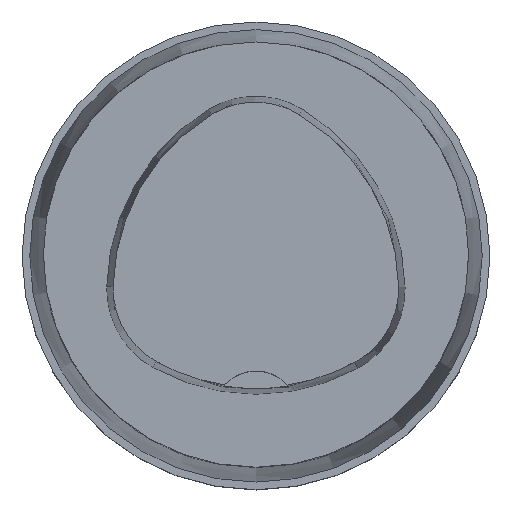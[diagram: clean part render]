
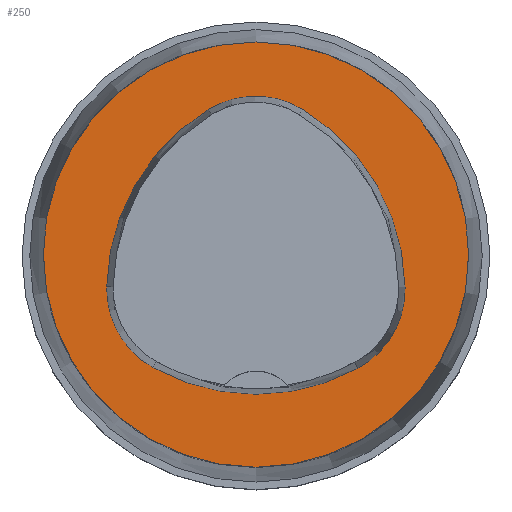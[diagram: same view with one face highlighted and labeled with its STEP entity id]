
A CAD part, top view. The second image highlights one B-rep face of the part: STEP entity #250.
In plain terms, the highlighted planar face has unit normal (0, 0, 1).
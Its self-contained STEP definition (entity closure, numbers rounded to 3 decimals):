
#197=PLANE('',#704);
#250=ADVANCED_FACE('',(#296,#297),#197,.T.);
#296=FACE_BOUND('',#342,.T.);
#297=FACE_BOUND('',#343,.T.);
#342=EDGE_LOOP('',(#433,#434,#435,#436,#437,#438));
#343=EDGE_LOOP('',(#439));
#433=ORIENTED_EDGE('',*,*,#589,.T.);
#434=ORIENTED_EDGE('',*,*,#569,.T.);
#435=ORIENTED_EDGE('',*,*,#573,.T.);
#436=ORIENTED_EDGE('',*,*,#576,.T.);
#437=ORIENTED_EDGE('',*,*,#579,.T.);
#438=ORIENTED_EDGE('',*,*,#587,.T.);
#439=ORIENTED_EDGE('',*,*,#592,.F.);
#519=VERTEX_POINT('',#967);
#520=VERTEX_POINT('',#968);
#523=VERTEX_POINT('',#976);
#525=VERTEX_POINT('',#982);
#527=VERTEX_POINT('',#988);
#534=VERTEX_POINT('',#1009);
#535=VERTEX_POINT('',#1019);
#569=EDGE_CURVE('',#519,#520,#635,.T.);
#573=EDGE_CURVE('',#520,#523,#637,.T.);
#576=EDGE_CURVE('',#523,#525,#639,.T.);
#579=EDGE_CURVE('',#525,#527,#641,.T.);
#587=EDGE_CURVE('',#527,#534,#645,.T.);
#589=EDGE_CURVE('',#534,#519,#647,.T.);
#592=EDGE_CURVE('',#535,#535,#650,.T.);
#635=CIRCLE('',#681,20.);
#637=CIRCLE('',#684,8.5);
#639=CIRCLE('',#687,20.);
#641=CIRCLE('',#690,8.5);
#645=CIRCLE('',#695,20.);
#647=CIRCLE('',#698,8.5);
#650=CIRCLE('',#703,20.);
#681=AXIS2_PLACEMENT_3D('',#966,#788,#789);
#684=AXIS2_PLACEMENT_3D('',#975,#796,#797);
#687=AXIS2_PLACEMENT_3D('',#981,#803,#804);
#690=AXIS2_PLACEMENT_3D('',#987,#810,#811);
#695=AXIS2_PLACEMENT_3D('',#1010,#822,#823);
#698=AXIS2_PLACEMENT_3D('',#1013,#828,#829);
#703=AXIS2_PLACEMENT_3D('',#1018,#838,#839);
#704=AXIS2_PLACEMENT_3D('',#1020,#840,#841);
#788=DIRECTION('',(0.,0.,-1.));
#789=DIRECTION('',(-1.,0.,0.));
#796=DIRECTION('',(0.,0.,-1.));
#797=DIRECTION('',(-1.,0.,0.));
#803=DIRECTION('',(0.,0.,-1.));
#804=DIRECTION('',(-1.,0.,0.));
#810=DIRECTION('',(0.,0.,-1.));
#811=DIRECTION('',(-1.,0.,0.));
#822=DIRECTION('',(0.,0.,-1.));
#823=DIRECTION('',(-1.,0.,0.));
#828=DIRECTION('',(0.,0.,-1.));
#829=DIRECTION('',(-1.,0.,0.));
#838=DIRECTION('',(0.,0.,-1.));
#839=DIRECTION('',(-1.,0.,0.));
#840=DIRECTION('',(0.,0.,1.));
#841=DIRECTION('',(1.,0.,0.));
#966=CARTESIAN_POINT('',(5.955,-3.414,0.));
#967=CARTESIAN_POINT('',(-14.041,-3.042,0.));
#968=CARTESIAN_POINT('',(-4.472,13.653,0.));
#975=CARTESIAN_POINT('',(-0.04,6.4,0.));
#976=CARTESIAN_POINT('',(4.347,13.68,0.));
#981=CARTESIAN_POINT('',(-5.976,-3.45,0.));
#982=CARTESIAN_POINT('',(14.021,-3.075,0.));
#987=CARTESIAN_POINT('',(5.522,-3.235,0.));
#988=CARTESIAN_POINT('',(9.588,-10.699,0.));
#1009=CARTESIAN_POINT('',(-9.655,-10.639,0.));
#1010=CARTESIAN_POINT('',(0.022,6.864,0.));
#1013=CARTESIAN_POINT('',(-5.543,-3.2,0.));
#1018=CARTESIAN_POINT('',(0.,0.,0.));
#1019=CARTESIAN_POINT('',(-20.,0.,0.));
#1020=CARTESIAN_POINT('',(0.,0.,0.));
